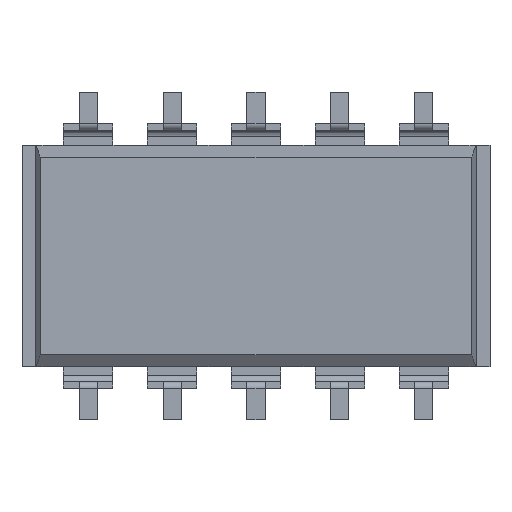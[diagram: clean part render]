
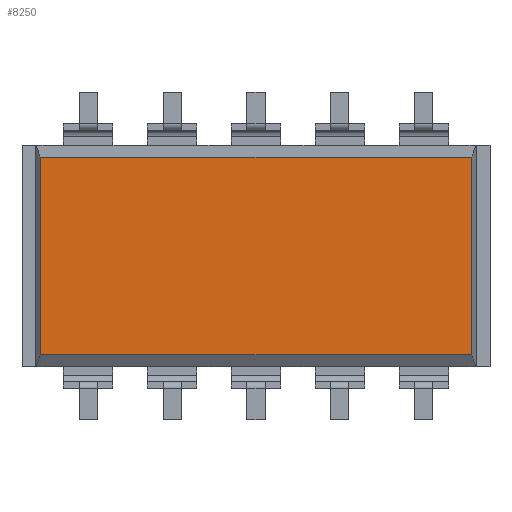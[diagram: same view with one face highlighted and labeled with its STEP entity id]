
A CAD part, front view. The second image highlights one B-rep face of the part: STEP entity #8250.
In plain terms, the highlighted planar face has unit normal (0, -1, 0).
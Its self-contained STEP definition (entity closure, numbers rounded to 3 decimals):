
#3101 = CARTESIAN_POINT ( 'NONE',  ( -6.517, -3.07, -2.99 ) ) ;
#3162 = DIRECTION ( 'NONE',  ( 0., 0., 1. ) ) ;
#3163 = DIRECTION ( 'NONE',  ( 0., 1., 0. ) ) ;
#3166 = CARTESIAN_POINT ( 'NONE',  ( -7.085, -3.07, 3.35 ) ) ;
#3167 = PLANE ( 'NONE',  #4018 ) ;
#4018 = AXIS2_PLACEMENT_3D ( 'NONE', #3166, #3163, #3162 ) ;
#8250 = ADVANCED_FACE ( 'NONE', ( #11091 ), #3167, .F. ) ;
#10353 = VERTEX_POINT ( 'NONE', #3101 ) ;
#10562 = VERTEX_POINT ( 'NONE', #21475 ) ;
#10585 = VERTEX_POINT ( 'NONE', #21498 ) ;
#10642 = VERTEX_POINT ( 'NONE', #21555 ) ;
#11091 = FACE_OUTER_BOUND ( 'NONE', #20749, .T. ) ;
#11430 = LINE ( 'NONE', #21942, #12030 ) ;
#11431 = LINE ( 'NONE', #21944, #12031 ) ;
#11432 = LINE ( 'NONE', #21946, #12032 ) ;
#11433 = LINE ( 'NONE', #21948, #12033 ) ;
#11645 = EDGE_CURVE ( 'NONE', #10585, #10642, #11430, .T. ) ;
#11646 = EDGE_CURVE ( 'NONE', #10353, #10585, #11431, .T. ) ;
#11647 = EDGE_CURVE ( 'NONE', #10562, #10642, #11432, .T. ) ;
#11648 = EDGE_CURVE ( 'NONE', #10353, #10562, #11433, .T. ) ;
#12030 = VECTOR ( 'NONE', #21943, 1000. ) ;
#12031 = VECTOR ( 'NONE', #21945, 1000. ) ;
#12032 = VECTOR ( 'NONE', #21947, 1000. ) ;
#12033 = VECTOR ( 'NONE', #21949, 1000. ) ;
#17266 = ORIENTED_EDGE ( 'NONE', *, *, #11646, .T. ) ;
#17267 = ORIENTED_EDGE ( 'NONE', *, *, #11647, .F. ) ;
#17268 = ORIENTED_EDGE ( 'NONE', *, *, #11645, .T. ) ;
#17269 = ORIENTED_EDGE ( 'NONE', *, *, #11648, .F. ) ;
#20749 = EDGE_LOOP ( 'NONE', ( #17266, #17268, #17267, #17269 ) ) ;
#21475 = CARTESIAN_POINT ( 'NONE',  ( -6.517, -3.07, 2.99 ) ) ;
#21498 = CARTESIAN_POINT ( 'NONE',  ( 6.517, -3.07, -2.99 ) ) ;
#21555 = CARTESIAN_POINT ( 'NONE',  ( 6.517, -3.07, 2.99 ) ) ;
#21942 = CARTESIAN_POINT ( 'NONE',  ( 6.517, -3.07, -3.35 ) ) ;
#21943 = DIRECTION ( 'NONE',  ( 0., 0., 1. ) ) ;
#21944 = CARTESIAN_POINT ( 'NONE',  ( -7.085, -3.07, -2.99 ) ) ;
#21945 = DIRECTION ( 'NONE',  ( 1., 0., 0. ) ) ;
#21946 = CARTESIAN_POINT ( 'NONE',  ( -7.085, -3.07, 2.99 ) ) ;
#21947 = DIRECTION ( 'NONE',  ( 1., 0., 0. ) ) ;
#21948 = CARTESIAN_POINT ( 'NONE',  ( -6.517, -3.07, -3.35 ) ) ;
#21949 = DIRECTION ( 'NONE',  ( 0., 0., 1. ) ) ;
